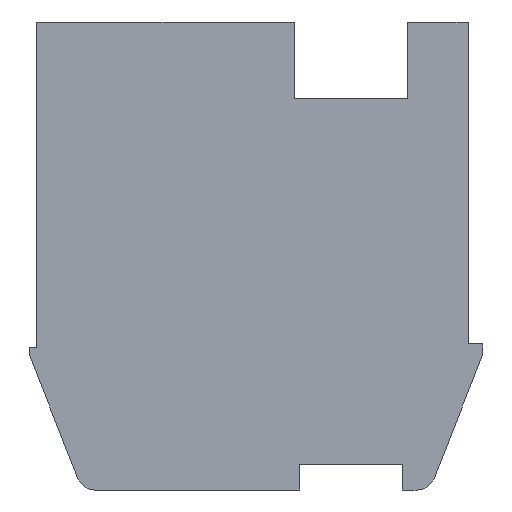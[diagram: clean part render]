
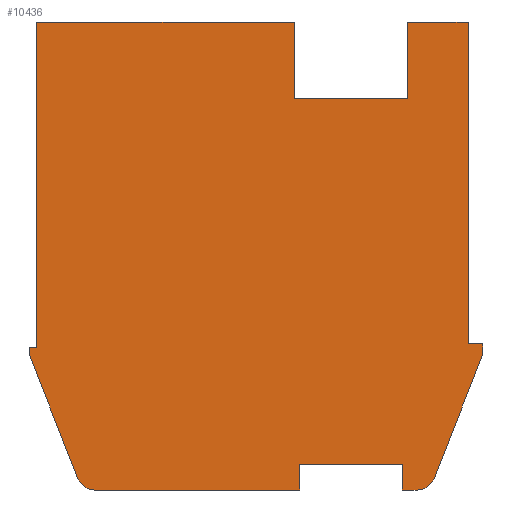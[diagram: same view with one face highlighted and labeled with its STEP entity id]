
A CAD part, front view. The second image highlights one B-rep face of the part: STEP entity #10436.
In plain terms, the highlighted planar face has unit normal (0, -1, 0).
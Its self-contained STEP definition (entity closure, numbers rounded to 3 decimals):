
#1=DIRECTION('',(-0.365,0.,-0.931));
#2=VECTOR('',#1,3.633);
#3=CARTESIAN_POINT('',(6.2,0.,-2.7));
#4=LINE('',#3,#2);
#5=CARTESIAN_POINT('',(4.409,0.,-5.9));
#6=DIRECTION('',(0.,1.,0.));
#7=DIRECTION('',(0.931,0.,-0.365));
#8=AXIS2_PLACEMENT_3D('',#5,#6,#7);
#10=DIRECTION('',(-1.,0.,0.));
#11=VECTOR('',#10,0.409);
#12=CARTESIAN_POINT('',(4.409,0.,-6.4));
#13=LINE('',#12,#11);
#14=DIRECTION('',(0.,0.,1.));
#15=VECTOR('',#14,0.7);
#16=CARTESIAN_POINT('',(4.,0.,-6.4));
#17=LINE('',#16,#15);
#18=DIRECTION('',(-1.,0.,0.));
#19=VECTOR('',#18,2.8);
#20=CARTESIAN_POINT('',(4.,0.,-5.7));
#21=LINE('',#20,#19);
#22=DIRECTION('',(0.,0.,-1.));
#23=VECTOR('',#22,0.7);
#24=CARTESIAN_POINT('',(1.2,0.,-5.7));
#25=LINE('',#24,#23);
#26=DIRECTION('',(-1.,0.,0.));
#27=VECTOR('',#26,5.609);
#28=CARTESIAN_POINT('',(1.2,0.,-6.4));
#29=LINE('',#28,#27);
#30=CARTESIAN_POINT('',(-4.409,0.,-5.9));
#31=DIRECTION('',(0.,1.,0.));
#32=DIRECTION('',(0.,0.,-1.));
#33=AXIS2_PLACEMENT_3D('',#30,#31,#32);
#35=DIRECTION('',(-0.365,0.,0.931));
#36=VECTOR('',#35,3.633);
#37=CARTESIAN_POINT('',(-4.874,0.,-6.082));
#38=LINE('',#37,#36);
#39=DIRECTION('',(0.,0.,1.));
#40=VECTOR('',#39,0.2);
#41=CARTESIAN_POINT('',(-6.2,0.,-2.7));
#42=LINE('',#41,#40);
#43=DIRECTION('',(1.,0.,0.));
#44=VECTOR('',#43,0.2);
#45=CARTESIAN_POINT('',(-6.2,0.,-2.5));
#46=LINE('',#45,#44);
#47=DIRECTION('',(0.,0.,1.));
#48=VECTOR('',#47,8.9);
#49=CARTESIAN_POINT('',(-6.,0.,-2.5));
#50=LINE('',#49,#48);
#51=DIRECTION('',(1.,0.,0.));
#52=VECTOR('',#51,7.05);
#53=CARTESIAN_POINT('',(-6.,0.,6.4));
#54=LINE('',#53,#52);
#55=DIRECTION('',(0.,0.,-1.));
#56=VECTOR('',#55,2.1);
#57=CARTESIAN_POINT('',(1.05,0.,6.4));
#58=LINE('',#57,#56);
#59=DIRECTION('',(1.,0.,0.));
#60=VECTOR('',#59,3.1);
#61=CARTESIAN_POINT('',(1.05,0.,4.3));
#62=LINE('',#61,#60);
#63=DIRECTION('',(0.,0.,1.));
#64=VECTOR('',#63,2.1);
#65=CARTESIAN_POINT('',(4.15,0.,4.3));
#66=LINE('',#65,#64);
#67=DIRECTION('',(1.,0.,0.));
#68=VECTOR('',#67,1.65);
#69=CARTESIAN_POINT('',(4.15,0.,6.4));
#70=LINE('',#69,#68);
#71=DIRECTION('',(0.,0.,-1.));
#72=VECTOR('',#71,8.8);
#73=CARTESIAN_POINT('',(5.8,0.,6.4));
#74=LINE('',#73,#72);
#75=DIRECTION('',(1.,0.,0.));
#76=VECTOR('',#75,0.4);
#77=CARTESIAN_POINT('',(5.8,0.,-2.4));
#78=LINE('',#77,#76);
#79=DIRECTION('',(0.,0.,-1.));
#80=VECTOR('',#79,0.3);
#81=CARTESIAN_POINT('',(6.2,0.,-2.4));
#82=LINE('',#81,#80);
#7929=CARTESIAN_POINT('',(6.2,0.,-2.7));
#7930=CARTESIAN_POINT('',(4.874,0.,-6.082));
#7931=VERTEX_POINT('',#7929);
#7932=VERTEX_POINT('',#7930);
#7933=CARTESIAN_POINT('',(4.409,0.,-6.4));
#7934=VERTEX_POINT('',#7933);
#7935=CARTESIAN_POINT('',(4.,0.,-6.4));
#7936=VERTEX_POINT('',#7935);
#7937=CARTESIAN_POINT('',(4.,0.,-5.7));
#7938=VERTEX_POINT('',#7937);
#7939=CARTESIAN_POINT('',(1.2,0.,-5.7));
#7940=VERTEX_POINT('',#7939);
#7941=CARTESIAN_POINT('',(1.2,0.,-6.4));
#7942=VERTEX_POINT('',#7941);
#7943=CARTESIAN_POINT('',(-4.409,0.,-6.4));
#7944=VERTEX_POINT('',#7943);
#7945=CARTESIAN_POINT('',(-4.874,0.,-6.082));
#7946=VERTEX_POINT('',#7945);
#7947=CARTESIAN_POINT('',(-6.2,0.,-2.7));
#7948=VERTEX_POINT('',#7947);
#7949=CARTESIAN_POINT('',(-6.2,0.,-2.5));
#7950=VERTEX_POINT('',#7949);
#7951=CARTESIAN_POINT('',(-6.,0.,-2.5));
#7952=VERTEX_POINT('',#7951);
#7953=CARTESIAN_POINT('',(-6.,0.,6.4));
#7954=VERTEX_POINT('',#7953);
#7955=CARTESIAN_POINT('',(1.05,0.,6.4));
#7956=VERTEX_POINT('',#7955);
#7957=CARTESIAN_POINT('',(1.05,0.,4.3));
#7958=VERTEX_POINT('',#7957);
#7959=CARTESIAN_POINT('',(4.15,0.,4.3));
#7960=VERTEX_POINT('',#7959);
#7961=CARTESIAN_POINT('',(4.15,0.,6.4));
#7962=VERTEX_POINT('',#7961);
#7963=CARTESIAN_POINT('',(5.8,0.,6.4));
#7964=VERTEX_POINT('',#7963);
#7965=CARTESIAN_POINT('',(5.8,0.,-2.4));
#7966=VERTEX_POINT('',#7965);
#7967=CARTESIAN_POINT('',(6.2,0.,-2.4));
#7968=VERTEX_POINT('',#7967);
#10389=CARTESIAN_POINT('',(0.,0.,0.));
#10390=DIRECTION('',(0.,1.,0.));
#10391=DIRECTION('',(1.,0.,0.));
#10392=AXIS2_PLACEMENT_3D('',#10389,#10390,#10391);
#10393=PLANE('',#10392);
#10395=ORIENTED_EDGE('',*,*,#10394,.T.);
#10397=ORIENTED_EDGE('',*,*,#10396,.T.);
#10399=ORIENTED_EDGE('',*,*,#10398,.T.);
#10401=ORIENTED_EDGE('',*,*,#10400,.T.);
#10403=ORIENTED_EDGE('',*,*,#10402,.T.);
#10405=ORIENTED_EDGE('',*,*,#10404,.T.);
#10407=ORIENTED_EDGE('',*,*,#10406,.T.);
#10409=ORIENTED_EDGE('',*,*,#10408,.T.);
#10411=ORIENTED_EDGE('',*,*,#10410,.T.);
#10413=ORIENTED_EDGE('',*,*,#10412,.T.);
#10415=ORIENTED_EDGE('',*,*,#10414,.T.);
#10417=ORIENTED_EDGE('',*,*,#10416,.T.);
#10419=ORIENTED_EDGE('',*,*,#10418,.T.);
#10421=ORIENTED_EDGE('',*,*,#10420,.T.);
#10423=ORIENTED_EDGE('',*,*,#10422,.T.);
#10425=ORIENTED_EDGE('',*,*,#10424,.T.);
#10427=ORIENTED_EDGE('',*,*,#10426,.T.);
#10429=ORIENTED_EDGE('',*,*,#10428,.T.);
#10431=ORIENTED_EDGE('',*,*,#10430,.T.);
#10433=ORIENTED_EDGE('',*,*,#10432,.T.);
#10434=EDGE_LOOP('',(#10395,#10397,#10399,#10401,#10403,#10405,#10407,#10409,
#10411,#10413,#10415,#10417,#10419,#10421,#10423,#10425,#10427,#10429,#10431,
#10433));
#10435=FACE_OUTER_BOUND('',#10434,.F.);
#10436=ADVANCED_FACE('',(#10435),#10393,.F.);
#9=CIRCLE('',#8,0.5);
#34=CIRCLE('',#33,0.5);
#10394=EDGE_CURVE('',#7931,#7932,#4,.T.);
#10396=EDGE_CURVE('',#7932,#7934,#9,.T.);
#10398=EDGE_CURVE('',#7934,#7936,#13,.T.);
#10400=EDGE_CURVE('',#7936,#7938,#17,.T.);
#10402=EDGE_CURVE('',#7938,#7940,#21,.T.);
#10404=EDGE_CURVE('',#7940,#7942,#25,.T.);
#10406=EDGE_CURVE('',#7942,#7944,#29,.T.);
#10408=EDGE_CURVE('',#7944,#7946,#34,.T.);
#10410=EDGE_CURVE('',#7946,#7948,#38,.T.);
#10412=EDGE_CURVE('',#7948,#7950,#42,.T.);
#10414=EDGE_CURVE('',#7950,#7952,#46,.T.);
#10416=EDGE_CURVE('',#7952,#7954,#50,.T.);
#10418=EDGE_CURVE('',#7954,#7956,#54,.T.);
#10420=EDGE_CURVE('',#7956,#7958,#58,.T.);
#10422=EDGE_CURVE('',#7958,#7960,#62,.T.);
#10424=EDGE_CURVE('',#7960,#7962,#66,.T.);
#10426=EDGE_CURVE('',#7962,#7964,#70,.T.);
#10428=EDGE_CURVE('',#7964,#7966,#74,.T.);
#10430=EDGE_CURVE('',#7966,#7968,#78,.T.);
#10432=EDGE_CURVE('',#7968,#7931,#82,.T.);
